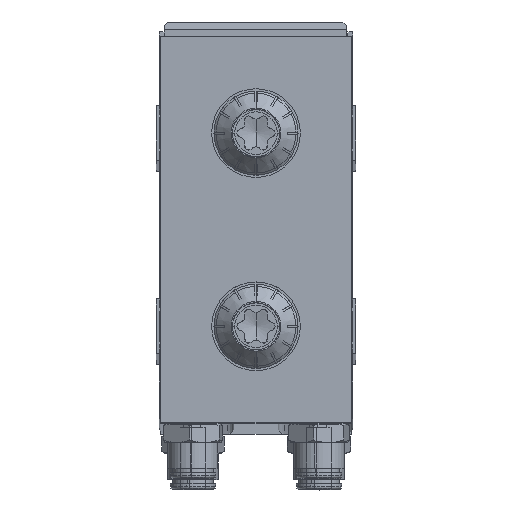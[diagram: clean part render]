
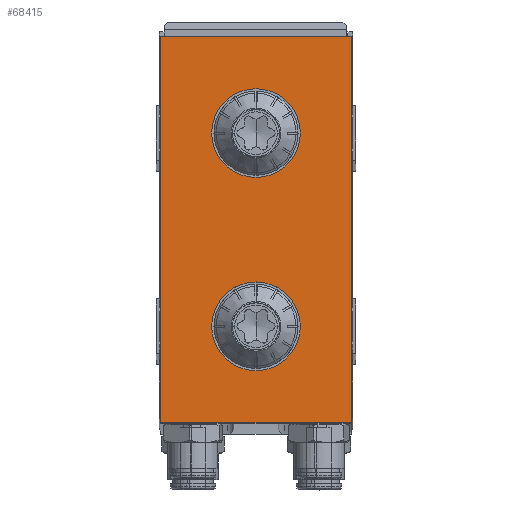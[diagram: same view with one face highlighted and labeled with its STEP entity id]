
A CAD part, top view. The second image highlights one B-rep face of the part: STEP entity #68415.
In plain terms, the highlighted planar face has unit normal (0, 0, 1).
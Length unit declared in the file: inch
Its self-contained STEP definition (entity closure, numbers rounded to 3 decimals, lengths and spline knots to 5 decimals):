
#1419 = CARTESIAN_POINT ( 'NONE',  ( 22.94887, 29.3604, 72.67705 ) ) ;
#1460 = CARTESIAN_POINT ( 'NONE',  ( 22.94887, 31.1314, 72.67705 ) ) ;
#1803 = DIRECTION ( 'NONE',  ( 1., 0., 0. ) ) ;
#4015 = VERTEX_POINT ( 'NONE', #33756 ) ;
#4170 = ORIENTED_EDGE ( 'NONE', *, *, #10754, .T. ) ;
#4555 = DIRECTION ( 'NONE',  ( -1., 0., 0. ) ) ;
#4786 = CARTESIAN_POINT ( 'NONE',  ( 23.35512, 29.3604, 72.67705 ) ) ;
#5595 = DIRECTION ( 'NONE',  ( 0., 1., 0. ) ) ;
#5838 = FACE_BOUND ( 'NONE', #62447, .T. ) ;
#6201 = FACE_OUTER_BOUND ( 'NONE', #66184, .T. ) ;
#6905 = EDGE_CURVE ( 'NONE', #4015, #8571, #54184, .T. ) ;
#8571 = VERTEX_POINT ( 'NONE', #53644 ) ;
#10102 = EDGE_CURVE ( 'NONE', #8571, #4015, #25244, .T. ) ;
#10754 = EDGE_CURVE ( 'NONE', #69575, #50849, #11213, .T. ) ;
#11213 = LINE ( 'NONE', #39944, #44439 ) ;
#12261 = VERTEX_POINT ( 'NONE', #4786 ) ;
#12656 = FACE_BOUND ( 'NONE', #49922, .T. ) ;
#13994 = DIRECTION ( 'NONE',  ( 0., 0., 1. ) ) ;
#14946 = DIRECTION ( 'NONE',  ( 0., 0., 1. ) ) ;
#15001 = VERTEX_POINT ( 'NONE', #31638 ) ;
#15491 = DIRECTION ( 'NONE',  ( 0., -1., 0. ) ) ;
#18433 = PLANE ( 'NONE',  #29435 ) ;
#19417 = CARTESIAN_POINT ( 'NONE',  ( 22.94887, 29.3604, 72.67705 ) ) ;
#21382 = LINE ( 'NONE', #21763, #39195 ) ;
#21763 = CARTESIAN_POINT ( 'NONE',  ( 22.07387, 32.0174, 72.67705 ) ) ;
#24066 = EDGE_CURVE ( 'NONE', #15001, #69575, #21382, .T. ) ;
#24764 = ORIENTED_EDGE ( 'NONE', *, *, #70162, .F. ) ;
#25177 = DIRECTION ( 'NONE',  ( 1., 0., 0. ) ) ;
#25186 = CARTESIAN_POINT ( 'NONE',  ( 22.94887, 31.1314, 72.67705 ) ) ;
#25244 = CIRCLE ( 'NONE', #42249, 0.40625 ) ;
#27851 = CARTESIAN_POINT ( 'NONE',  ( 23.82387, 32.0174, 72.67705 ) ) ;
#28488 = CIRCLE ( 'NONE', #38255, 0.40625 ) ;
#29310 = ORIENTED_EDGE ( 'NONE', *, *, #38468, .F. ) ;
#29435 = AXIS2_PLACEMENT_3D ( 'NONE', #38319, #14946, #43628 ) ;
#30516 = DIRECTION ( 'NONE',  ( 0., 0., 1. ) ) ;
#31303 = VECTOR ( 'NONE', #5595, 39.37008 ) ;
#31638 = CARTESIAN_POINT ( 'NONE',  ( 23.82387, 32.0174, 72.67705 ) ) ;
#33756 = CARTESIAN_POINT ( 'NONE',  ( 22.54262, 31.1314, 72.67705 ) ) ;
#34650 = ORIENTED_EDGE ( 'NONE', *, *, #55299, .T. ) ;
#35750 = ORIENTED_EDGE ( 'NONE', *, *, #54208, .T. ) ;
#37028 = DIRECTION ( 'NONE',  ( 1., 0., 0. ) ) ;
#38188 = DIRECTION ( 'NONE',  ( 1., 0., 0. ) ) ;
#38255 = AXIS2_PLACEMENT_3D ( 'NONE', #1419, #30516, #1803 ) ;
#38319 = CARTESIAN_POINT ( 'NONE',  ( 22.94887, 30.2459, 72.67705 ) ) ;
#38468 = EDGE_CURVE ( 'NONE', #12261, #46264, #60273, .T. ) ;
#39195 = VECTOR ( 'NONE', #4555, 39.37008 ) ;
#39783 = ORIENTED_EDGE ( 'NONE', *, *, #10102, .F. ) ;
#39944 = CARTESIAN_POINT ( 'NONE',  ( 22.07387, 32.0174, 72.67705 ) ) ;
#40170 = CARTESIAN_POINT ( 'NONE',  ( 22.07387, 32.0174, 72.67705 ) ) ;
#42249 = AXIS2_PLACEMENT_3D ( 'NONE', #1460, #59546, #37028 ) ;
#42715 = DIRECTION ( 'NONE',  ( 1., 0., 0. ) ) ;
#42883 = ORIENTED_EDGE ( 'NONE', *, *, #6905, .F. ) ;
#43628 = DIRECTION ( 'NONE',  ( 1., 0., 0. ) ) ;
#44439 = VECTOR ( 'NONE', #15491, 39.37008 ) ;
#46264 = VERTEX_POINT ( 'NONE', #50308 ) ;
#48012 = CARTESIAN_POINT ( 'NONE',  ( 23.82387, 28.4744, 72.67705 ) ) ;
#48141 = CARTESIAN_POINT ( 'NONE',  ( 22.07387, 28.4744, 72.67705 ) ) ;
#49922 = EDGE_LOOP ( 'NONE', ( #39783, #42883 ) ) ;
#50308 = CARTESIAN_POINT ( 'NONE',  ( 22.54262, 29.3604, 72.67705 ) ) ;
#50849 = VERTEX_POINT ( 'NONE', #58343 ) ;
#53644 = CARTESIAN_POINT ( 'NONE',  ( 23.35512, 31.1314, 72.67705 ) ) ;
#54184 = CIRCLE ( 'NONE', #73723, 0.40625 ) ;
#54208 = EDGE_CURVE ( 'NONE', #66455, #15001, #57931, .T. ) ;
#55299 = EDGE_CURVE ( 'NONE', #50849, #66455, #60672, .T. ) ;
#57365 = ORIENTED_EDGE ( 'NONE', *, *, #24066, .T. ) ;
#57931 = LINE ( 'NONE', #27851, #31303 ) ;
#58343 = CARTESIAN_POINT ( 'NONE',  ( 22.07387, 28.4744, 72.67705 ) ) ;
#59546 = DIRECTION ( 'NONE',  ( 0., 0., 1. ) ) ;
#60273 = CIRCLE ( 'NONE', #62736, 0.40625 ) ;
#60672 = LINE ( 'NONE', #48141, #61862 ) ;
#61862 = VECTOR ( 'NONE', #38188, 39.37008 ) ;
#62447 = EDGE_LOOP ( 'NONE', ( #29310, #24764 ) ) ;
#62736 = AXIS2_PLACEMENT_3D ( 'NONE', #19417, #13994, #25177 ) ;
#66184 = EDGE_LOOP ( 'NONE', ( #4170, #34650, #35750, #57365 ) ) ;
#66455 = VERTEX_POINT ( 'NONE', #48012 ) ;
#68415 = ADVANCED_FACE ( 'NONE', ( #12656, #5838, #6201 ), #18433, .T. ) ;
#69575 = VERTEX_POINT ( 'NONE', #40170 ) ;
#70162 = EDGE_CURVE ( 'NONE', #46264, #12261, #28488, .T. ) ;
#71738 = DIRECTION ( 'NONE',  ( 0., 0., 1. ) ) ;
#73723 = AXIS2_PLACEMENT_3D ( 'NONE', #25186, #71738, #42715 ) ;
